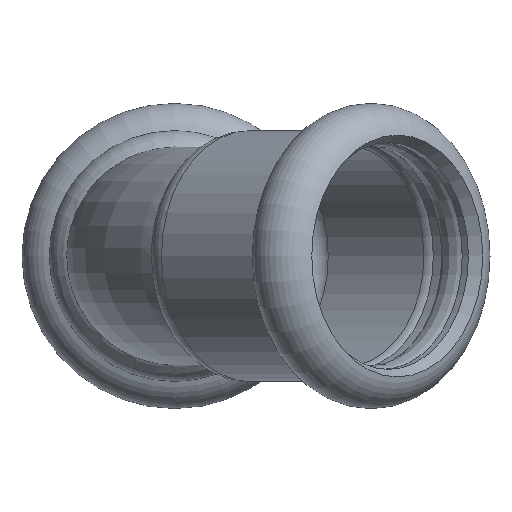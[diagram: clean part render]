
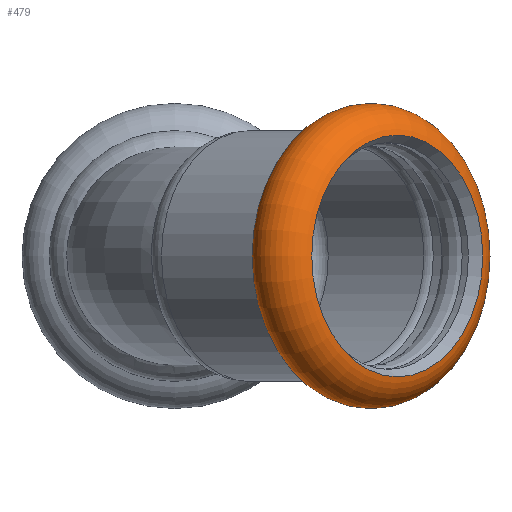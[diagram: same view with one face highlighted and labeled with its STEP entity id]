
A CAD part, left-side view. The second image highlights one B-rep face of the part: STEP entity #479.
In plain terms, the highlighted toroidal (fillet/blend) face has major radius 11.631 mm and minor radius 3.772 mm.
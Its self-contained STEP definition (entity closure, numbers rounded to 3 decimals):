
#57=FACE_OUTER_BOUND('',#79,.T.);
#79=EDGE_LOOP('',(#303,#304,#305,#306,#307,#308,#309,#310));
#101=CIRCLE('',#522,12.65);
#102=CIRCLE('',#523,12.65);
#103=CIRCLE('',#524,3.772);
#104=CIRCLE('',#525,12.2);
#105=CIRCLE('',#526,12.2);
#106=CIRCLE('',#527,12.2);
#107=CIRCLE('',#528,12.65);
#161=VERTEX_POINT('',#781);
#162=VERTEX_POINT('',#782);
#163=VERTEX_POINT('',#784);
#164=VERTEX_POINT('',#786);
#165=VERTEX_POINT('',#788);
#166=VERTEX_POINT('',#790);
#221=EDGE_CURVE('',#161,#162,#101,.T.);
#222=EDGE_CURVE('',#163,#161,#102,.T.);
#223=EDGE_CURVE('',#163,#164,#103,.T.);
#224=EDGE_CURVE('',#164,#165,#104,.T.);
#225=EDGE_CURVE('',#165,#166,#105,.T.);
#226=EDGE_CURVE('',#166,#164,#106,.T.);
#227=EDGE_CURVE('',#162,#163,#107,.T.);
#303=ORIENTED_EDGE('',*,*,#221,.F.);
#304=ORIENTED_EDGE('',*,*,#222,.F.);
#305=ORIENTED_EDGE('',*,*,#223,.T.);
#306=ORIENTED_EDGE('',*,*,#224,.T.);
#307=ORIENTED_EDGE('',*,*,#225,.T.);
#308=ORIENTED_EDGE('',*,*,#226,.T.);
#309=ORIENTED_EDGE('',*,*,#223,.F.);
#310=ORIENTED_EDGE('',*,*,#227,.F.);
#467=TOROIDAL_SURFACE('',#521,11.631,3.772);
#479=ADVANCED_FACE('',(#57),#467,.T.);
#521=AXIS2_PLACEMENT_3D('',#780,#605,#606);
#522=AXIS2_PLACEMENT_3D('',#783,#607,#608);
#523=AXIS2_PLACEMENT_3D('',#785,#609,#610);
#524=AXIS2_PLACEMENT_3D('',#787,#611,#612);
#525=AXIS2_PLACEMENT_3D('',#789,#613,#614);
#526=AXIS2_PLACEMENT_3D('',#791,#615,#616);
#527=AXIS2_PLACEMENT_3D('',#792,#617,#618);
#528=AXIS2_PLACEMENT_3D('',#793,#619,#620);
#605=DIRECTION('center_axis',(0.707,0.707,0.));
#606=DIRECTION('ref_axis',(0.,0.,
1.));
#607=DIRECTION('center_axis',(0.707,0.707,0.));
#608=DIRECTION('ref_axis',(-0.707,0.707,0.));
#609=DIRECTION('center_axis',(0.707,0.707,0.));
#610=DIRECTION('ref_axis',(-0.707,0.707,0.));
#611=DIRECTION('center_axis',(-0.707,0.707,0.));
#612=DIRECTION('ref_axis',(0.,0.,-1.));
#613=DIRECTION('center_axis',(0.707,0.707,0.));
#614=DIRECTION('ref_axis',(-0.707,0.707,0.));
#615=DIRECTION('center_axis',(0.707,0.707,0.));
#616=DIRECTION('ref_axis',(-0.707,0.707,0.));
#617=DIRECTION('center_axis',(0.707,0.707,0.));
#618=DIRECTION('ref_axis',(-0.707,0.707,0.));
#619=DIRECTION('center_axis',(0.707,0.707,0.));
#620=DIRECTION('ref_axis',(-0.707,0.707,0.));
#780=CARTESIAN_POINT('Origin',(-51.597,-19.828,0.));
#781=CARTESIAN_POINT('',(-49.029,-17.259,12.65));
#782=CARTESIAN_POINT('',(-40.084,-26.204,0.));
#783=CARTESIAN_POINT('Origin',(-49.029,-17.259,0.));
#784=CARTESIAN_POINT('',(-49.029,-17.259,-12.65));
#785=CARTESIAN_POINT('Origin',(-49.029,-17.259,0.));
#786=CARTESIAN_POINT('',(-54.234,-22.464,-12.2));
#787=CARTESIAN_POINT('Origin',(-51.597,-19.828,-11.631));
#788=CARTESIAN_POINT('',(-54.234,-22.464,12.2));
#789=CARTESIAN_POINT('Origin',(-54.234,-22.464,0.));
#790=CARTESIAN_POINT('',(-45.607,-31.091,0.));
#791=CARTESIAN_POINT('Origin',(-54.234,-22.464,0.));
#792=CARTESIAN_POINT('Origin',(-54.234,-22.464,0.));
#793=CARTESIAN_POINT('Origin',(-49.029,-17.259,0.));
